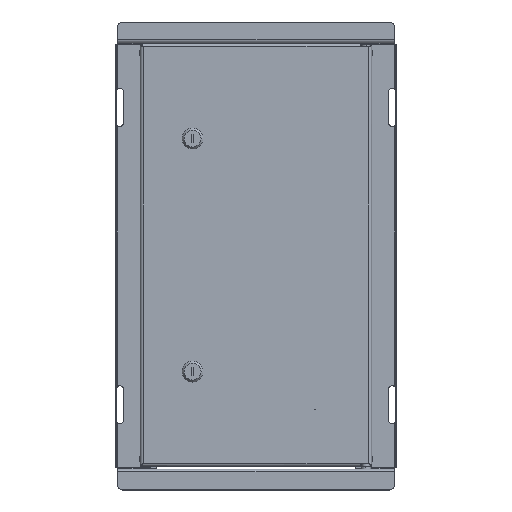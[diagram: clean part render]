
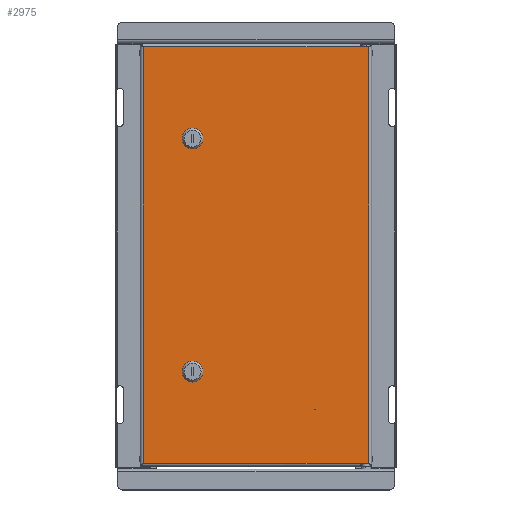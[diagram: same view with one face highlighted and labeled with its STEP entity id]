
A CAD part, top view. The second image highlights one B-rep face of the part: STEP entity #2975.
In plain terms, the highlighted planar face has unit normal (0, 0, 1).
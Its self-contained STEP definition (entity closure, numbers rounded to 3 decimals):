
#236 = LINE ( 'NONE', #15897, #5470 ) ;
#263 = AXIS2_PLACEMENT_3D ( 'NONE', #16650, #10129, #2061 ) ;
#505 = CARTESIAN_POINT ( 'NONE',  ( 62.5, -163., 0. ) ) ;
#543 = CARTESIAN_POINT ( 'NONE',  ( -75.25, -127.71, 0. ) ) ;
#662 = VERTEX_POINT ( 'NONE', #9855 ) ;
#699 = EDGE_CURVE ( 'NONE', #4982, #1398, #16383, .T. ) ;
#860 = CARTESIAN_POINT ( 'NONE',  ( -75.25, -118.29, 0. ) ) ;
#951 = EDGE_CURVE ( 'NONE', #6416, #15952, #15775, .T. ) ;
#1077 = DIRECTION ( 'NONE',  ( 0., 0., 1. ) ) ;
#1267 = CARTESIAN_POINT ( 'NONE',  ( -118.9, 221.788, 0. ) ) ;
#1398 = VERTEX_POINT ( 'NONE', #3728 ) ;
#1709 = EDGE_LOOP ( 'NONE', ( #10962, #7421, #4346, #7926 ) ) ;
#1899 = CARTESIAN_POINT ( 'NONE',  ( -118.9, -219.9, 0. ) ) ;
#1946 = VECTOR ( 'NONE', #5695, 1000. ) ;
#1969 = CARTESIAN_POINT ( 'NONE',  ( -67., 123., 0. ) ) ;
#2009 = EDGE_LOOP ( 'NONE', ( #14122, #10569, #17052, #11566, #7092, #12486 ) ) ;
#2054 = DIRECTION ( 'NONE',  ( 1., 0., 0. ) ) ;
#2061 = DIRECTION ( 'NONE',  ( 1., 0., 0. ) ) ;
#2249 = FACE_BOUND ( 'NONE', #8067, .T. ) ;
#2299 = CARTESIAN_POINT ( 'NONE',  ( -67., -123., 0. ) ) ;
#2484 = CIRCLE ( 'NONE', #9681, 0.5 ) ;
#2698 = CIRCLE ( 'NONE', #6334, 0.5 ) ;
#2777 = VECTOR ( 'NONE', #10547, 1000. ) ;
#2851 = DIRECTION ( 'NONE',  ( 1., 0., 0. ) ) ;
#2929 = DIRECTION ( 'NONE',  ( 0., -1., 0. ) ) ;
#2975 = ADVANCED_FACE ( 'NONE', ( #14155, #2249, #9112, #5101 ), #16670, .T. ) ;
#3002 = DIRECTION ( 'NONE',  ( 0., 1., 0. ) ) ;
#3073 = EDGE_CURVE ( 'NONE', #7278, #662, #236, .T. ) ;
#3356 = DIRECTION ( 'NONE',  ( 0., 0., 1. ) ) ;
#3728 = CARTESIAN_POINT ( 'NONE',  ( 118.9, 219.9, 0. ) ) ;
#3764 = DIRECTION ( 'NONE',  ( 1., 0., 0. ) ) ;
#3976 = CARTESIAN_POINT ( 'NONE',  ( -58.75, -118.29, 0. ) ) ;
#4121 = DIRECTION ( 'NONE',  ( 0., 0., -1. ) ) ;
#4346 = ORIENTED_EDGE ( 'NONE', *, *, #951, .T. ) ;
#4437 = CARTESIAN_POINT ( 'NONE',  ( -58.75, -127.71, 0. ) ) ;
#4769 = EDGE_CURVE ( 'NONE', #10622, #14148, #14673, .T. ) ;
#4799 = DIRECTION ( 'NONE',  ( 0., 0., -1. ) ) ;
#4834 = DIRECTION ( 'NONE',  ( 1., 0., 0. ) ) ;
#4854 = EDGE_CURVE ( 'NONE', #7944, #7549, #2698, .T. ) ;
#4938 = EDGE_LOOP ( 'NONE', ( #7029, #6623 ) ) ;
#4982 = VERTEX_POINT ( 'NONE', #8472 ) ;
#5101 = FACE_BOUND ( 'NONE', #1709, .T. ) ;
#5252 = VERTEX_POINT ( 'NONE', #5507 ) ;
#5256 = CIRCLE ( 'NONE', #11364, 9.5 ) ;
#5300 = VERTEX_POINT ( 'NONE', #17043 ) ;
#5336 = CARTESIAN_POINT ( 'NONE',  ( -67., -123., 0. ) ) ;
#5470 = VECTOR ( 'NONE', #2851, 1000. ) ;
#5507 = CARTESIAN_POINT ( 'NONE',  ( -118.9, 219.9, 0. ) ) ;
#5695 = DIRECTION ( 'NONE',  ( 0., 1., 0. ) ) ;
#5807 = AXIS2_PLACEMENT_3D ( 'NONE', #5336, #4121, #13263 ) ;
#5898 = EDGE_CURVE ( 'NONE', #12413, #5252, #12381, .T. ) ;
#5929 = DIRECTION ( 'NONE',  ( -1., 0., 0. ) ) ;
#6334 = AXIS2_PLACEMENT_3D ( 'NONE', #7345, #11334, #11254 ) ;
#6416 = VERTEX_POINT ( 'NONE', #543 ) ;
#6429 = VERTEX_POINT ( 'NONE', #14012 ) ;
#6546 = DIRECTION ( 'NONE',  ( 0., 1., 0. ) ) ;
#6562 = VECTOR ( 'NONE', #3002, 1000. ) ;
#6623 = ORIENTED_EDGE ( 'NONE', *, *, #4854, .F. ) ;
#6646 = CIRCLE ( 'NONE', #17192, 9.5 ) ;
#6714 = VECTOR ( 'NONE', #14701, 1000. ) ;
#7029 = ORIENTED_EDGE ( 'NONE', *, *, #14982, .F. ) ;
#7092 = ORIENTED_EDGE ( 'NONE', *, *, #11325, .T. ) ;
#7278 = VERTEX_POINT ( 'NONE', #1899 ) ;
#7345 = CARTESIAN_POINT ( 'NONE',  ( 62., -163., 0. ) ) ;
#7421 = ORIENTED_EDGE ( 'NONE', *, *, #9669, .T. ) ;
#7549 = VERTEX_POINT ( 'NONE', #12130 ) ;
#7707 = CARTESIAN_POINT ( 'NONE',  ( 0., 0., 0. ) ) ;
#7752 = CIRCLE ( 'NONE', #263, 9.5 ) ;
#7926 = ORIENTED_EDGE ( 'NONE', *, *, #13574, .T. ) ;
#7944 = VERTEX_POINT ( 'NONE', #505 ) ;
#7966 = ORIENTED_EDGE ( 'NONE', *, *, #12614, .F. ) ;
#7982 = AXIS2_PLACEMENT_3D ( 'NONE', #7707, #11441, #4834 ) ;
#8026 = LINE ( 'NONE', #1267, #2777 ) ;
#8067 = EDGE_LOOP ( 'NONE', ( #7966, #9701, #13709, #16313 ) ) ;
#8248 = CARTESIAN_POINT ( 'NONE',  ( -120.788, -219.9, 0. ) ) ;
#8275 = VECTOR ( 'NONE', #2929, 1000. ) ;
#8397 = EDGE_CURVE ( 'NONE', #6429, #5300, #15691, .T. ) ;
#8472 = CARTESIAN_POINT ( 'NONE',  ( 118.9, -219.9, 0. ) ) ;
#8726 = CARTESIAN_POINT ( 'NONE',  ( -58.75, 118.29, 0. ) ) ;
#9112 = FACE_OUTER_BOUND ( 'NONE', #2009, .T. ) ;
#9421 = VERTEX_POINT ( 'NONE', #16228 ) ;
#9570 = EDGE_CURVE ( 'NONE', #9421, #13532, #16389, .T. ) ;
#9669 = EDGE_CURVE ( 'NONE', #14148, #6416, #5256, .T. ) ;
#9681 = AXIS2_PLACEMENT_3D ( 'NONE', #15591, #1077, #3764 ) ;
#9701 = ORIENTED_EDGE ( 'NONE', *, *, #9570, .F. ) ;
#9855 = CARTESIAN_POINT ( 'NONE',  ( 110., -219.9, 0. ) ) ;
#9871 = EDGE_CURVE ( 'NONE', #5252, #7278, #8026, .T. ) ;
#10129 = DIRECTION ( 'NONE',  ( 0., 0., 1. ) ) ;
#10547 = DIRECTION ( 'NONE',  ( 0., -1., 0. ) ) ;
#10569 = ORIENTED_EDGE ( 'NONE', *, *, #3073, .T. ) ;
#10622 = VERTEX_POINT ( 'NONE', #14608 ) ;
#10962 = ORIENTED_EDGE ( 'NONE', *, *, #4769, .T. ) ;
#11254 = DIRECTION ( 'NONE',  ( 1., 0., 0. ) ) ;
#11325 = EDGE_CURVE ( 'NONE', #1398, #12413, #13934, .T. ) ;
#11334 = DIRECTION ( 'NONE',  ( 0., 0., 1. ) ) ;
#11364 = AXIS2_PLACEMENT_3D ( 'NONE', #2299, #4799, #15780 ) ;
#11441 = DIRECTION ( 'NONE',  ( 0., 0., 1. ) ) ;
#11566 = ORIENTED_EDGE ( 'NONE', *, *, #699, .T. ) ;
#11978 = EDGE_CURVE ( 'NONE', #662, #4982, #13226, .T. ) ;
#12124 = DIRECTION ( 'NONE',  ( -1., 0., 0. ) ) ;
#12130 = CARTESIAN_POINT ( 'NONE',  ( 61.5, -163., 0. ) ) ;
#12366 = CARTESIAN_POINT ( 'NONE',  ( 120.788, 219.9, 0. ) ) ;
#12381 = LINE ( 'NONE', #13706, #16864 ) ;
#12413 = VERTEX_POINT ( 'NONE', #14766 ) ;
#12486 = ORIENTED_EDGE ( 'NONE', *, *, #5898, .T. ) ;
#12614 = EDGE_CURVE ( 'NONE', #13532, #6429, #7752, .T. ) ;
#12728 = CARTESIAN_POINT ( 'NONE',  ( -75.25, 118.29, 0. ) ) ;
#13080 = CARTESIAN_POINT ( 'NONE',  ( -75.25, -118.29, 0. ) ) ;
#13226 = LINE ( 'NONE', #8248, #6714 ) ;
#13263 = DIRECTION ( 'NONE',  ( 1., 0., 0. ) ) ;
#13303 = EDGE_CURVE ( 'NONE', #5300, #9421, #6646, .T. ) ;
#13319 = CIRCLE ( 'NONE', #5807, 9.5 ) ;
#13418 = VECTOR ( 'NONE', #15345, 1000. ) ;
#13532 = VERTEX_POINT ( 'NONE', #14218 ) ;
#13574 = EDGE_CURVE ( 'NONE', #15952, #10622, #13319, .T. ) ;
#13706 = CARTESIAN_POINT ( 'NONE',  ( 120.788, 219.9, 0. ) ) ;
#13709 = ORIENTED_EDGE ( 'NONE', *, *, #13303, .F. ) ;
#13934 = LINE ( 'NONE', #12366, #14191 ) ;
#14012 = CARTESIAN_POINT ( 'NONE',  ( -75.25, 127.71, 0. ) ) ;
#14122 = ORIENTED_EDGE ( 'NONE', *, *, #9871, .T. ) ;
#14148 = VERTEX_POINT ( 'NONE', #4437 ) ;
#14155 = FACE_BOUND ( 'NONE', #4938, .T. ) ;
#14191 = VECTOR ( 'NONE', #5929, 1000. ) ;
#14218 = CARTESIAN_POINT ( 'NONE',  ( -58.75, 127.71, 0. ) ) ;
#14608 = CARTESIAN_POINT ( 'NONE',  ( -58.75, -118.29, 0. ) ) ;
#14673 = LINE ( 'NONE', #3976, #8275 ) ;
#14701 = DIRECTION ( 'NONE',  ( 1., 0., 0. ) ) ;
#14766 = CARTESIAN_POINT ( 'NONE',  ( 110., 219.9, 0. ) ) ;
#14909 = VECTOR ( 'NONE', #6546, 1000. ) ;
#14982 = EDGE_CURVE ( 'NONE', #7549, #7944, #2484, .T. ) ;
#15345 = DIRECTION ( 'NONE',  ( 0., -1., 0. ) ) ;
#15591 = CARTESIAN_POINT ( 'NONE',  ( 62., -163., 0. ) ) ;
#15691 = LINE ( 'NONE', #12728, #13418 ) ;
#15775 = LINE ( 'NONE', #13080, #14909 ) ;
#15780 = DIRECTION ( 'NONE',  ( 1., 0., 0. ) ) ;
#15897 = CARTESIAN_POINT ( 'NONE',  ( -120.788, -219.9, 0. ) ) ;
#15952 = VERTEX_POINT ( 'NONE', #860 ) ;
#16221 = CARTESIAN_POINT ( 'NONE',  ( 118.9, -221.788, 0. ) ) ;
#16228 = CARTESIAN_POINT ( 'NONE',  ( -58.75, 118.29, 0. ) ) ;
#16313 = ORIENTED_EDGE ( 'NONE', *, *, #8397, .F. ) ;
#16383 = LINE ( 'NONE', #16221, #6562 ) ;
#16389 = LINE ( 'NONE', #8726, #1946 ) ;
#16650 = CARTESIAN_POINT ( 'NONE',  ( -67., 123., 0. ) ) ;
#16670 = PLANE ( 'NONE',  #7982 ) ;
#16864 = VECTOR ( 'NONE', #12124, 1000. ) ;
#17043 = CARTESIAN_POINT ( 'NONE',  ( -75.25, 118.29, 0. ) ) ;
#17052 = ORIENTED_EDGE ( 'NONE', *, *, #11978, .T. ) ;
#17192 = AXIS2_PLACEMENT_3D ( 'NONE', #1969, #3356, #2054 ) ;
